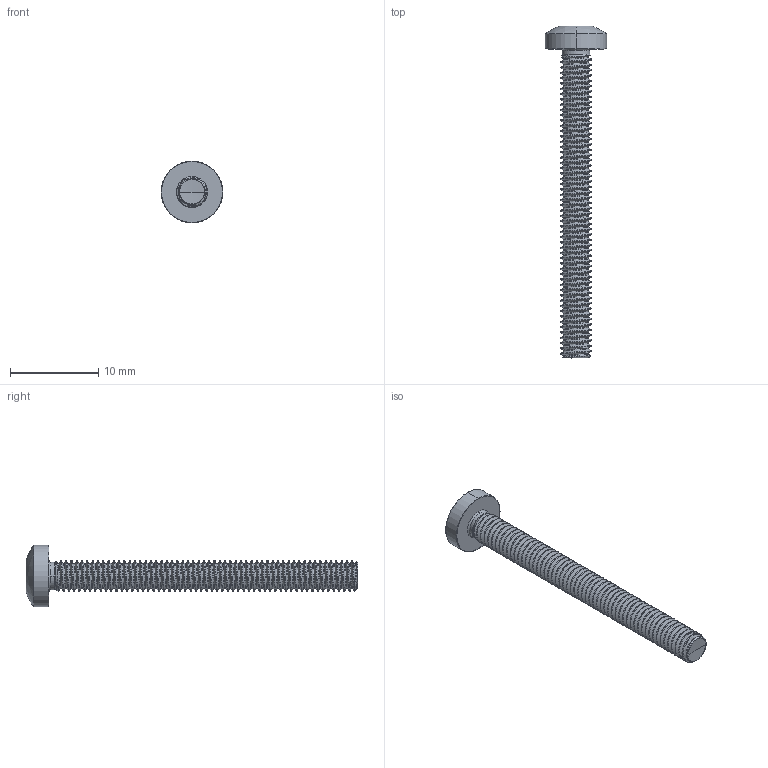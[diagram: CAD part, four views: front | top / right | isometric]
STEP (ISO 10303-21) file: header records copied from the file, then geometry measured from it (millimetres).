
FILE_DESCRIPTION (( 'STEP AP203' ), '1' );
FILE_NAME ('STM390350350.STEP', '2020-12-23T15:48:16', ( '' ), ( '' ), 'SwSTEP 2.0', 'SolidWorks 2015', '' );
FILE_SCHEMA (( 'CONFIG_CONTROL_DESIGN' ));
Products named in the file (2): STM390350350
Bounding box: 7 x 37.6 x 7 mm (x, y, z)
Volume: 346 mm3; surface area: 703.9 mm2
Topology: 1 solids, 1 shells, 185 faces, 515 edges, 332 vertices
Faces by surface type: cylinder 136, bspline 18, torus 13, cone 11, sphere 4, plane 3
Entity records: 30802 total; most frequent: CARTESIAN_POINT 26772, ORIENTED_EDGE 1026, DIRECTION 611, EDGE_CURVE 513, VERTEX_POINT 332, AXIS2_PLACEMENT_3D 233, EDGE_LOOP 187, FACE_OUTER_BOUND 185
